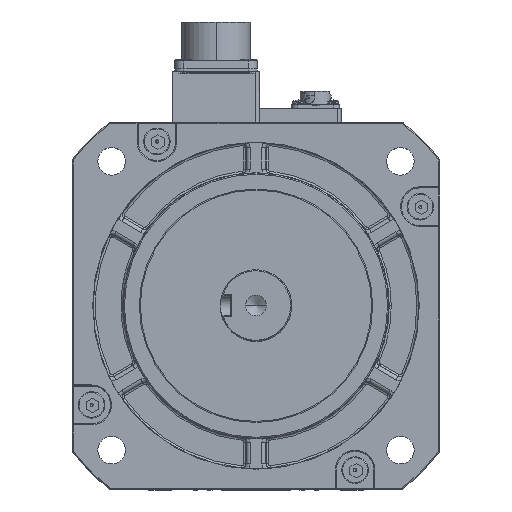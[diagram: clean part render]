
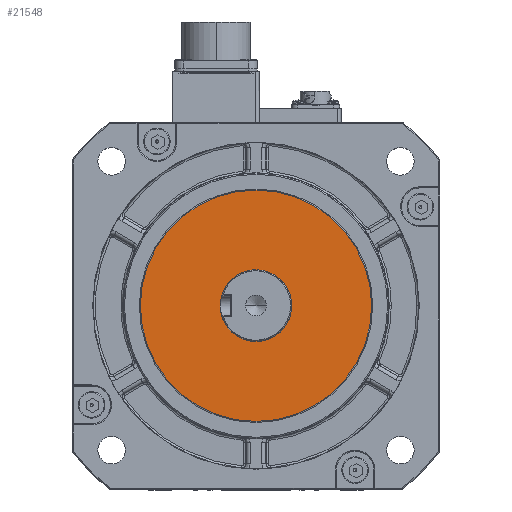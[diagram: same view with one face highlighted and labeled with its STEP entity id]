
A CAD part, top view. The second image highlights one B-rep face of the part: STEP entity #21548.
In plain terms, the highlighted planar face has unit normal (0, 0, 1).
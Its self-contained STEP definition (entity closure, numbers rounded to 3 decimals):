
#1934 = CIRCLE ( 'NONE', #50686, 56.65 ) ;
#5516 = CIRCLE ( 'NONE', #21872, 17.3 ) ;
#5763 = EDGE_CURVE ( 'NONE', #29999, #36009, #21342, .T. ) ;
#5817 = CARTESIAN_POINT ( 'NONE',  ( 52.5, 0., 79.2 ) ) ;
#6152 = DIRECTION ( 'NONE',  ( 1., 0., 0. ) ) ;
#7754 = CARTESIAN_POINT ( 'NONE',  ( 0., 0., 79.2 ) ) ;
#9062 = ORIENTED_EDGE ( 'NONE', *, *, #48270, .F. ) ;
#11522 = CARTESIAN_POINT ( 'NONE',  ( 0., 0., 79.2 ) ) ;
#13471 = EDGE_CURVE ( 'NONE', #47451, #16133, #35477, .T. ) ;
#14717 = DIRECTION ( 'NONE',  ( 0., 0., 1. ) ) ;
#16133 = VERTEX_POINT ( 'NONE', #41934 ) ;
#17679 = DIRECTION ( 'NONE',  ( 0., 0., 1. ) ) ;
#19196 = PLANE ( 'NONE',  #44923 ) ;
#21342 = CIRCLE ( 'NONE', #27541, 17.3 ) ;
#21548 = ADVANCED_FACE ( 'NONE', ( #30691, #44768 ), #19196, .T. ) ;
#21872 = AXIS2_PLACEMENT_3D ( 'NONE', #40420, #17679, #50770 ) ;
#22637 = EDGE_LOOP ( 'NONE', ( #47799, #33114 ) ) ;
#22907 = EDGE_LOOP ( 'NONE', ( #9062, #49047 ) ) ;
#23942 = DIRECTION ( 'NONE',  ( 0., 0., 1. ) ) ;
#26085 = DIRECTION ( 'NONE',  ( 0., 0., 1. ) ) ;
#26592 = CARTESIAN_POINT ( 'NONE',  ( -56.65, 0., 79.2 ) ) ;
#27541 = AXIS2_PLACEMENT_3D ( 'NONE', #7754, #26085, #50087 ) ;
#28926 = DIRECTION ( 'NONE',  ( 1., 0., 0. ) ) ;
#29999 = VERTEX_POINT ( 'NONE', #38619 ) ;
#30691 = FACE_BOUND ( 'NONE', #22907, .T. ) ;
#33114 = ORIENTED_EDGE ( 'NONE', *, *, #44967, .T. ) ;
#33874 = DIRECTION ( 'NONE',  ( 1., 0., 0. ) ) ;
#35477 = CIRCLE ( 'NONE', #48505, 56.65 ) ;
#36009 = VERTEX_POINT ( 'NONE', #52751 ) ;
#38619 = CARTESIAN_POINT ( 'NONE',  ( -17.3, 0., 79.2 ) ) ;
#39134 = DIRECTION ( 'NONE',  ( 0., 0., 1. ) ) ;
#40420 = CARTESIAN_POINT ( 'NONE',  ( 0., 0., 79.2 ) ) ;
#41934 = CARTESIAN_POINT ( 'NONE',  ( 56.65, 0., 79.2 ) ) ;
#43022 = CARTESIAN_POINT ( 'NONE',  ( 0., 0., 79.2 ) ) ;
#44768 = FACE_OUTER_BOUND ( 'NONE', #22637, .T. ) ;
#44923 = AXIS2_PLACEMENT_3D ( 'NONE', #5817, #23942, #28926 ) ;
#44967 = EDGE_CURVE ( 'NONE', #16133, #47451, #1934, .T. ) ;
#47451 = VERTEX_POINT ( 'NONE', #26592 ) ;
#47799 = ORIENTED_EDGE ( 'NONE', *, *, #13471, .T. ) ;
#48270 = EDGE_CURVE ( 'NONE', #36009, #29999, #5516, .T. ) ;
#48505 = AXIS2_PLACEMENT_3D ( 'NONE', #11522, #39134, #6152 ) ;
#49047 = ORIENTED_EDGE ( 'NONE', *, *, #5763, .F. ) ;
#50087 = DIRECTION ( 'NONE',  ( -1., 0., 0. ) ) ;
#50686 = AXIS2_PLACEMENT_3D ( 'NONE', #43022, #14717, #33874 ) ;
#50770 = DIRECTION ( 'NONE',  ( -1., 0., 0. ) ) ;
#52751 = CARTESIAN_POINT ( 'NONE',  ( 17.3, 0., 79.2 ) ) ;
